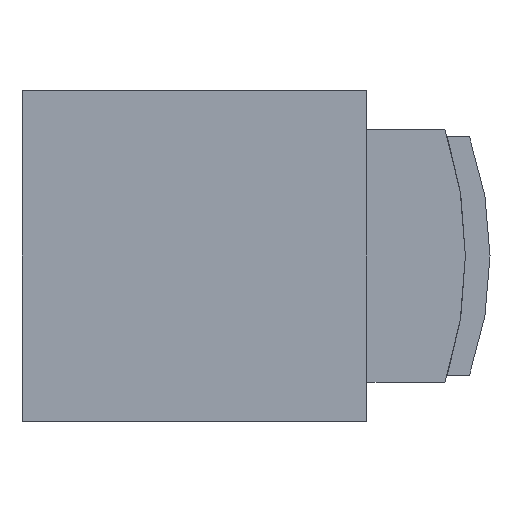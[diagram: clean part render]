
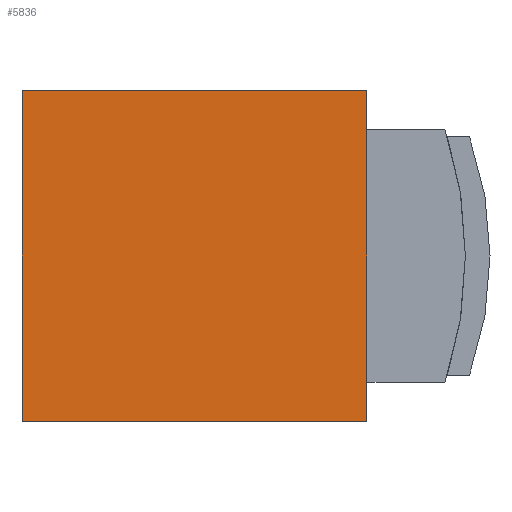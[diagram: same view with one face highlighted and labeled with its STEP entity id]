
A CAD part, front view. The second image highlights one B-rep face of the part: STEP entity #5836.
In plain terms, the highlighted planar face has unit normal (0, -1, 0).
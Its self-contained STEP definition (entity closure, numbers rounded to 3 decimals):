
#105=PLANE('',#6157);
#255=LINE('',#7649,#742);
#276=LINE('',#7737,#763);
#401=LINE('',#8063,#888);
#441=LINE('',#8172,#928);
#742=VECTOR('',#6426,1000.);
#763=VECTOR('',#6475,1000.);
#888=VECTOR('',#6714,1000.);
#928=VECTOR('',#6796,1000.);
#1573=ORIENTED_EDGE('',*,*,#2474,.F.);
#1574=ORIENTED_EDGE('',*,*,#2669,.F.);
#1575=ORIENTED_EDGE('',*,*,#2508,.F.);
#1576=ORIENTED_EDGE('',*,*,#2725,.F.);
#2474=EDGE_CURVE('',#3095,#3096,#255,.T.);
#2508=EDGE_CURVE('',#3127,#3128,#276,.T.);
#2669=EDGE_CURVE('',#3128,#3095,#401,.T.);
#2725=EDGE_CURVE('',#3096,#3127,#441,.T.);
#3095=VERTEX_POINT('',#7648);
#3096=VERTEX_POINT('',#7650);
#3127=VERTEX_POINT('',#7736);
#3128=VERTEX_POINT('',#7738);
#3657=EDGE_LOOP('',(#1573,#1574,#1575,#1576));
#3926=FACE_BOUND('',#3657,.T.);
#5836=ADVANCED_FACE('',(#3926),#105,.F.);
#6157=AXIS2_PLACEMENT_3D('',#8248,#6866,#6867);
#6426=DIRECTION('',(0.,0.,1.));
#6475=DIRECTION('',(0.,0.,-1.));
#6714=DIRECTION('',(-1.,0.,0.));
#6796=DIRECTION('',(1.,0.,0.));
#6866=DIRECTION('',(0.,1.,0.));
#6867=DIRECTION('',(0.,0.,1.));
#7648=CARTESIAN_POINT('',(-21.,-31.5,-20.1));
#7649=CARTESIAN_POINT('',(-21.,-31.5,-20.1));
#7650=CARTESIAN_POINT('',(-21.,-31.5,20.1));
#7736=CARTESIAN_POINT('',(21.,-31.5,20.1));
#7737=CARTESIAN_POINT('',(21.,-31.5,20.1));
#7738=CARTESIAN_POINT('',(21.,-31.5,-20.1));
#8063=CARTESIAN_POINT('',(21.,-31.5,-20.1));
#8172=CARTESIAN_POINT('',(-21.,-31.5,20.1));
#8248=CARTESIAN_POINT('',(0.,-31.5,0.));
